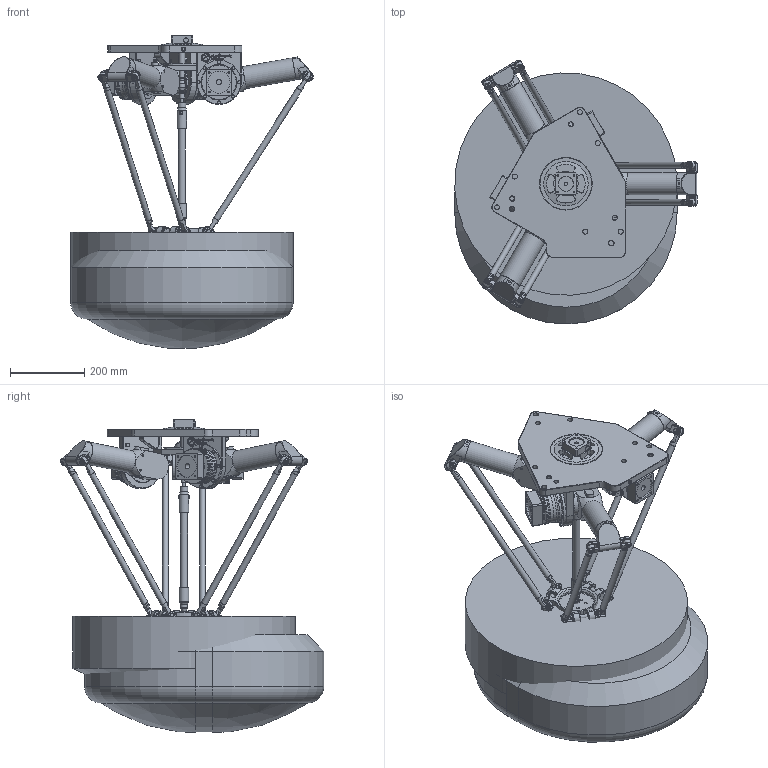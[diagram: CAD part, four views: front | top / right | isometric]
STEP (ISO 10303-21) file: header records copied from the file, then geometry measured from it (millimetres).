
FILE_DESCRIPTION(/* description */ (''),/* implementation_level */ '2;1');
FILE_NAME(/* name */ '3D-model_A_00896_.stp',/* time_stamp */ '2025-07-01T09:19:19+02:00',/* author */ ('michael.schutter'),/* organization */ ('Majatronic'),/* preprocessor_version */ 'ST-DEVELOPER v19.2',/* originating_system */ 'Autodesk Inventor 2023',/* authorisation */ '');
FILE_SCHEMA (('AUTOMOTIVE_DESIGN { 1 0 10303 214 3 1 1 }'));
Products named in the file (14): A_00896_DUMMY; MT_WST00113080 Arbeitsbereich; MT_WST00031819 Arbeitsbereich ø600; MT_BGR00105881; MT_WST00113063; MT_WST00055542MT_WST; MT_WST00031897MT_WST; MT_WST00101401; MT_WST00113066; MT_WST00031898MT_WST; MT_WST00101318; MT_WST00113065 Dummy Achse 4; MT_WST00065372MT_WST; MT_WST00065384 Dummy 4te Achse
Assembly tree (27 placements, depth 3):
  A_00896_DUMMY
    MT_WST00113080 Arbeitsbereich
    MT_WST00031819 Arbeitsbereich ø600
    MT_BGR00105881
      MT_WST00113063
      MT_WST00055542MT_WST  x3
    MT_WST00031897MT_WST  x3
    MT_WST00101401  x6
    MT_WST00113066
    MT_WST00031898MT_WST  x6
    MT_WST00101318
    MT_WST00113065 Dummy Achse 4
    MT_WST00065372MT_WST
    MT_WST00065384 Dummy 4te Achse
Bounding box: 654.42 x 710.98 x 842.32 mm (x, y, z)
Volume: 124390749.1 mm3; surface area: 2919305.7 mm2
Topology: 28 solids, 30 shells, 3441 faces, 8158 edges, 5171 vertices
Faces by surface type: plane 1720, cylinder 939, cone 368, bspline 274, torus 133, sphere 7
Full cylindrical faces by diameter (mm): 2 x6, 2.06 x1, 3.242 x4, 4 x28, 4.134 x4, 4.917 x25, 5 x24, 5.188 x24, 5.5 x24, 5.9 x2, 6 x25, 8 x38, 8.5 x28, 9 x2, 10 x3, 11 x3, 12 x22, 13.5 x9, 14 x4, 15 x3, 16 x31, 18 x28, 19 x1, 21 x1, 24 x2, 25 x3, 25.9 x1, 26 x1, 30 x4, 40 x1
Entity records: 77013 total; most frequent: CARTESIAN_POINT 23863, ORIENTED_EDGE 10794, DIRECTION 10425, EDGE_CURVE 5397, AXIS2_PLACEMENT_3D 3734, VERTEX_POINT 3462, LINE 2957, VECTOR 2957
